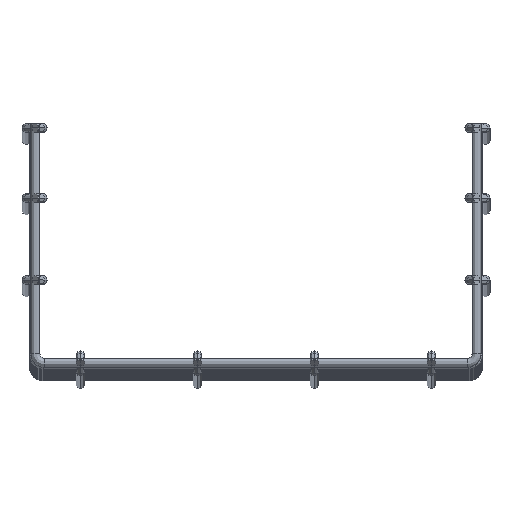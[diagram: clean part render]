
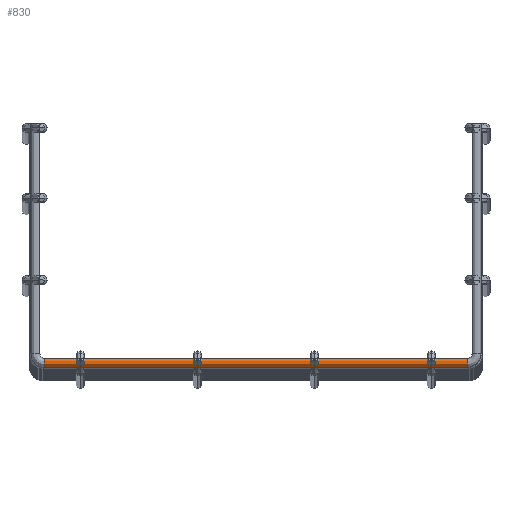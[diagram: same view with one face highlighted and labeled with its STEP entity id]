
A CAD part, top view. The second image highlights one B-rep face of the part: STEP entity #830.
In plain terms, the highlighted cylindrical face has radius 1.9 mm (diameter 3.8 mm), a partial arc.
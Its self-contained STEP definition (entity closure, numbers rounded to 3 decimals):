
#658=CARTESIAN_POINT('',(-90.4,0.,0.));
#659=DIRECTION('',(1.,0.,0.));
#660=DIRECTION('',(0.,1.,0.));
#661=AXIS2_PLACEMENT_3D('',#658,#659,#660);
#663=DIRECTION('',(1.,0.,0.));
#664=VECTOR('',#663,180.8);
#665=CARTESIAN_POINT('',(-90.4,1.9,0.));
#666=LINE('',#665,#664);
#672=DIRECTION('',(1.,0.,0.));
#673=VECTOR('',#672,180.8);
#674=CARTESIAN_POINT('',(-90.4,-1.9,0.));
#675=LINE('',#674,#673);
#686=CARTESIAN_POINT('',(90.4,0.,0.));
#687=DIRECTION('',(1.,0.,0.));
#688=DIRECTION('',(0.,1.,0.));
#689=AXIS2_PLACEMENT_3D('',#686,#687,#688);
#732=CARTESIAN_POINT('',(-90.4,1.9,0.));
#733=CARTESIAN_POINT('',(-90.4,-1.9,0.));
#734=VERTEX_POINT('',#732);
#735=VERTEX_POINT('',#733);
#736=CARTESIAN_POINT('',(90.4,1.9,0.));
#737=CARTESIAN_POINT('',(90.4,-1.9,0.));
#738=VERTEX_POINT('',#736);
#739=VERTEX_POINT('',#737);
#816=CARTESIAN_POINT('',(-90.4,0.,0.));
#817=DIRECTION('',(1.,0.,0.));
#818=DIRECTION('',(0.,1.,0.));
#819=AXIS2_PLACEMENT_3D('',#816,#817,#818);
#820=CYLINDRICAL_SURFACE('',#819,1.9);
#821=ORIENTED_EDGE('',*,*,#810,.F.);
#823=ORIENTED_EDGE('',*,*,#822,.T.);
#825=ORIENTED_EDGE('',*,*,#824,.T.);
#827=ORIENTED_EDGE('',*,*,#826,.F.);
#828=EDGE_LOOP('',(#821,#823,#825,#827));
#829=FACE_OUTER_BOUND('',#828,.F.);
#830=ADVANCED_FACE('',(#829),#820,.T.);
#662=CIRCLE('',#661,1.9);
#690=CIRCLE('',#689,1.9);
#810=EDGE_CURVE('',#734,#735,#662,.T.);
#822=EDGE_CURVE('',#734,#738,#666,.T.);
#824=EDGE_CURVE('',#738,#739,#690,.T.);
#826=EDGE_CURVE('',#735,#739,#675,.T.);
